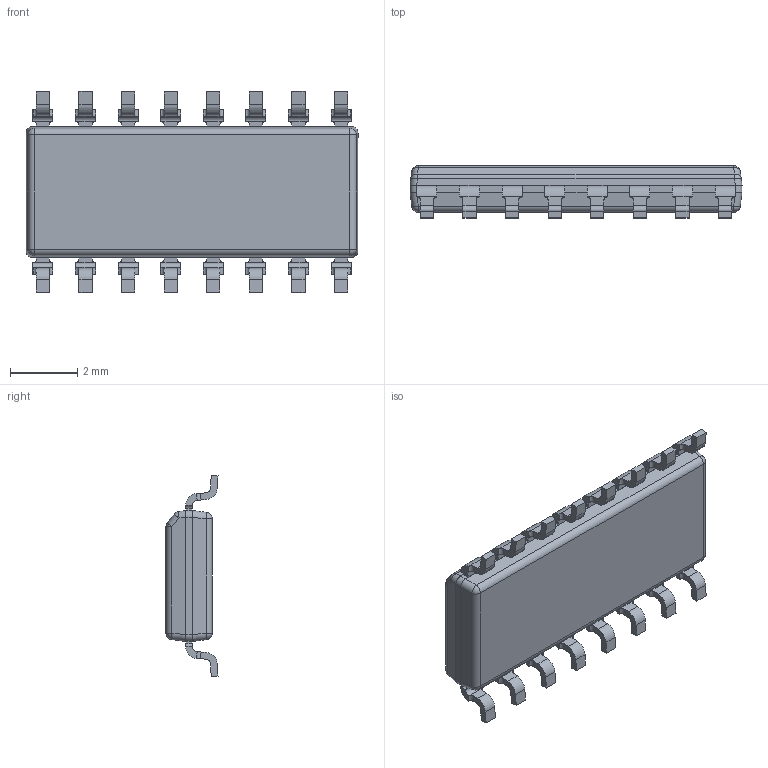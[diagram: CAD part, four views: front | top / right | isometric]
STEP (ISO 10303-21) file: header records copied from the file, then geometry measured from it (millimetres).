
FILE_DESCRIPTION (( '3D model for products with SOT109-1 package' ),'1' );
FILE_NAME ('SOT109-1.STEP','2019-11-21T06:20:20',( 'Packaging R&D' ),( 'Nexperia' ),'SwSTEP 2.0','SolidWorks 2019','' );
FILE_SCHEMA (( 'AUTOMOTIVE_DESIGN' ));
Length unit declared in the file: millimetre
Products named in the file (4): SOT109-1; SOT109-1 lower body; SOT109-1 Lead; SOT109-1 upper body
Assembly tree (3 placements, depth 2):
  SOT109-1
    SOT109-1 lower body
    SOT109-1 upper body
    SOT109-1 Lead
Bounding box: 9.9 x 1.55 x 6 mm (x, y, z)
Volume: 53.5 mm3; surface area: 219.1 mm2
Topology: 18 solids, 18 shells, 496 faces, 1221 edges, 756 vertices
Faces by surface type: plane 320, cylinder 166, sphere 10
Entity records: 11370 total; most frequent: ORIENTED_EDGE 2418, CARTESIAN_POINT 1589, EDGE_CURVE 1209, LINE 799, VERTEX_POINT 750, AXIS2_PLACEMENT_3D 725, EDGE_LOOP 499, FACE_OUTER_BOUND 496
